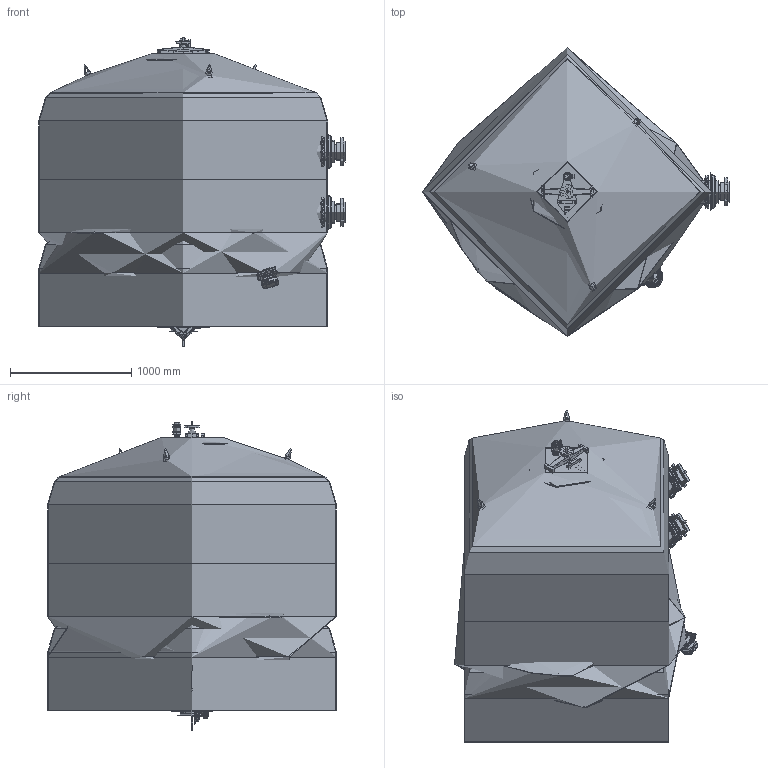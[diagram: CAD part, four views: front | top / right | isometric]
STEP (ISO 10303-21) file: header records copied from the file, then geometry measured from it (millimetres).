
FILE_DESCRIPTION( ( '' ), '1' );
FILE_NAME( '170705 HCFF921252WVA (VFSCN223512H).stp', '2017-07-20T11:51:00', ( 'Fiberpool Internacional' ), ( 'Fiberpool Internacional' ), 'PSStep 14.0', 'SolidEdgeST3', ' ' );
FILE_SCHEMA( ( 'AUTOMOTIVE_DESIGN { 1 0 10303 214 1 1 1 1 }' ) );
Length unit declared in the file: millimetre
Products named in the file (54): TAPON NETVITC Ø 90 C-B (CON TORNILLERIA INOX 316); Brida Netvitc System Ø90; Cancamo de elevación-oa14; Sortida tornillos d-125 2350-2500-oa1; filtre 2350 FB HAY 170705-oa17; Sortida Descarga arena Ø90 2010 2350-3000-oa12; Válvula de bola 32-1pols; Desaigua filtre industrial 1pols-oa13; Cancamo de elevación-oa16; Assem1; Tapa oval filtro industrial completa 2,5 BARS-oa10; Sortida tornillos d-125 2350-2500-oa3; Junta Netvitc System Ø90 EPDM con anillo acero A-4; Base tapa ovalada filtro 2,5 BARS-oa7; Cancamo de elevación-oa15; Junta Netvitc System Ø90 EPDM; Anillo Acero A-4 Netvitc System Ø90; ½ Brida Netvitc System Ø90; Screw_DIN_912_M8x40_v8.00; Nut_DIN_934_M8_v8.00; Varilla Roscada M-14x165mm Inox 304; TUERCA SUPERIOR SUJ_JUNTA TAP_OV; Base tapa ovalada filtro 2,5 BAR Act-oa6; CUERPO BRIDA DE TORNILLOS D-90 Rev140124; Tapon Netvitc System Ø90; Portabrida Netvitc System Ø90 PVC; Volante filtro-oa8; cos válvula 32-1pols; manguito valvula bola 32-1pols; femella valvula 32-1pols; maneta válvula 32-1pols; CUERPO BRIDA DE TORNILLOS D-160; Bolt_DIN_580_M24_v8.00; Washer_DIN_9021_26_v8.00; Nut_DIN_934_M24_v8.00; ; Tubo Ø90 L= 100mm; Embellecedor d-90; Maneta tapa filtro; Puente ...
Bounding box: 2525.5 x 2380 x 2545.5 mm (x, y, z)
Volume: 520978937.3 mm3; surface area: 144390575.4 mm2
Topology: 238 solids, 238 shells, 6691 faces, 16321 edges, 10396 vertices
Faces by surface type: plane 3616, cylinder 1973, cone 448, bspline 361, torus 248, sphere 29, offset 10, extrusion 6
Full cylindrical faces by diameter (mm): 4 x48, 6 x45, 6.466 x11, 6.647 x11, 8 x30, 11.75 x9, 11.835 x5, 13 x19, 14 x27, 14.5 x5, 15.5 x4, 16 x4, 18.5 x40, 19.6 x10, 20 x9, 20.752 x10, 21 x4, 23 x4, 23.5 x8, 24 x15, 25 x15, 26 x26, 29 x5, 29.605 x8, 32 x23, 33 x3, 35.5 x7, 37.5 x4, 38 x4, 41.5 x15
Entity records: 78637 total; most frequent: CARTESIAN_POINT 45815, DIRECTION 5034, ORIENTED_EDGE 4544, EDGE_CURVE 2272, AXIS2_PLACEMENT_3D 1969, VERTEX_POINT 1559, EDGE_LOOP 1477, FACE_OUTER_BOUND 1247
